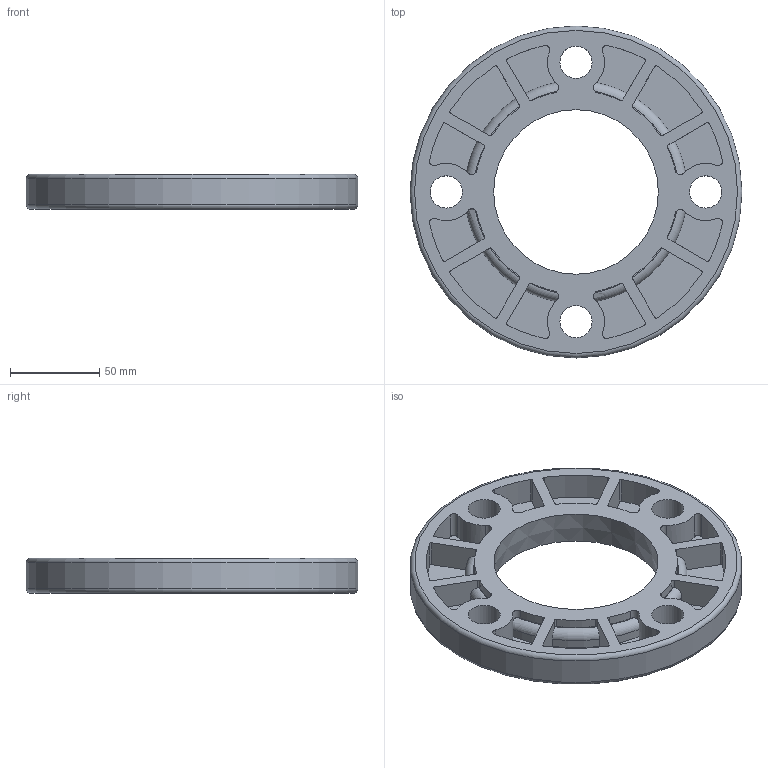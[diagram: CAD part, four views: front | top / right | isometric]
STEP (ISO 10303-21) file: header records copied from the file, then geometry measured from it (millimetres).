
FILE_DESCRIPTION(/* description */ (''),/* implementation_level */ '2;1');
FILE_NAME(/* name */ '法兰外套75.stp',/* time_stamp */ '2025-01-13T08:21:20+08:00',/* author */ (''),/* organization */ (''),/* preprocessor_version */ 'ST-DEVELOPER v16',/* originating_system */ 'SIEMENS PLM Software NX 10.0',/* authorisation */ '');
FILE_SCHEMA (('AUTOMOTIVE_DESIGN { 1 0 10303 214 3 1 1 1 }'));
Length unit declared in the file: millimetre
Products named in the file (1): gelv10BC33B2037k
Bounding box: 185.6 x 185.6 x 19.75 mm (x, y, z)
Volume: 270178.9 mm3; surface area: 75541.6 mm2
Topology: 1 solids, 1 shells, 381 faces, 1022 edges, 682 vertices
Faces by surface type: plane 168, cylinder 103, extrusion 95, torus 14, cone 1
Full cylindrical faces by diameter (mm): 3.5 x1, 4.667 x1, 18 x4, 185.6 x1
Entity records: 13344 total; most frequent: CARTESIAN_POINT 4334, ORIENTED_EDGE 2020, DIRECTION 1513, EDGE_CURVE 1010, VERTEX_POINT 680, AXIS2_PLACEMENT_3D 509, VECTOR 495, B_SPLINE_CURVE_WITH_KNOTS 483
